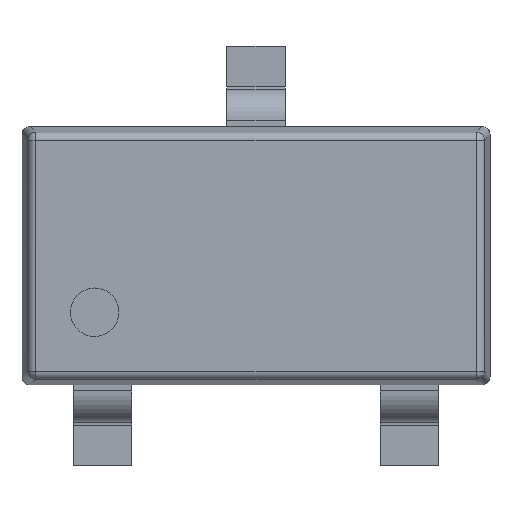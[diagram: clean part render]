
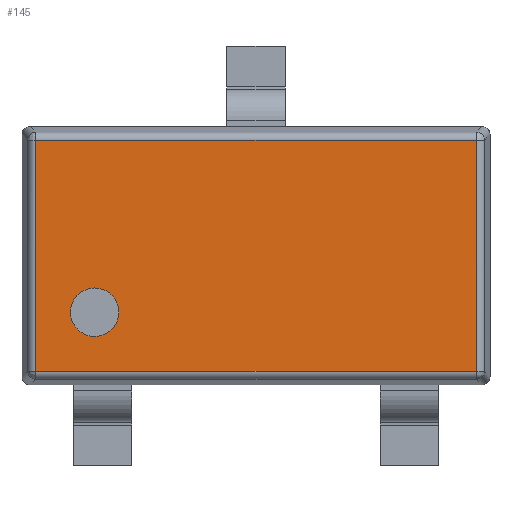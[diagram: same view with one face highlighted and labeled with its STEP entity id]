
A CAD part, top view. The second image highlights one B-rep face of the part: STEP entity #145.
In plain terms, the highlighted planar face has unit normal (0, 0, 1).
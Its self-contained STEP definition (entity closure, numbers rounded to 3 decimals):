
#19=B_SPLINE_CURVE_WITH_KNOTS('',1,(#2327,#2328),.UNSPECIFIED.,.F.,.F.,(2,
2),(0.042,1.474),.UNSPECIFIED.);
#20=B_SPLINE_CURVE_WITH_KNOTS('',1,(#2329,#2330),.UNSPECIFIED.,.F.,.F.,(2,
2),(5.639,8.372),.UNSPECIFIED.);
#21=B_SPLINE_CURVE_WITH_KNOTS('',1,(#2331,#2332),.UNSPECIFIED.,.F.,.F.,(2,
2),(4.207,5.639),.UNSPECIFIED.);
#22=B_SPLINE_CURVE_WITH_KNOTS('',1,(#2333,#2334),.UNSPECIFIED.,.F.,.F.,(2,
2),(1.474,4.207),.UNSPECIFIED.);
#145=ADVANCED_FACE('',(#233),#1241,.T.);
#233=FACE_OUTER_BOUND('',#321,.T.);
#321=EDGE_LOOP('',(#586,#587,#588,#589));
#586=ORIENTED_EDGE('',*,*,#867,.F.);
#587=ORIENTED_EDGE('',*,*,#868,.F.);
#588=ORIENTED_EDGE('',*,*,#869,.F.);
#589=ORIENTED_EDGE('',*,*,#866,.F.);
#866=EDGE_CURVE('',#1194,#1197,#19,.T.);
#867=EDGE_CURVE('',#1195,#1194,#20,.T.);
#868=EDGE_CURVE('',#1196,#1195,#21,.T.);
#869=EDGE_CURVE('',#1197,#1196,#22,.T.);
#1194=VERTEX_POINT('',#2283);
#1195=VERTEX_POINT('',#2284);
#1196=VERTEX_POINT('',#2285);
#1197=VERTEX_POINT('',#2286);
#1241=PLANE('',#1349);
#1349=AXIS2_PLACEMENT_3D('',#2074,#1375,$);
#1375=DIRECTION('',(0.,0.,1.));
#2074=CARTESIAN_POINT('',(-1.394,0.731,1.135));
#2283=CARTESIAN_POINT('',(1.366,0.716,1.135));
#2284=CARTESIAN_POINT('',(-1.366,0.716,1.135));
#2285=CARTESIAN_POINT('',(-1.366,-0.716,1.135));
#2286=CARTESIAN_POINT('',(1.366,-0.716,1.135));
#2327=CARTESIAN_POINT('',(1.366,0.716,1.135));
#2328=CARTESIAN_POINT('',(1.366,-0.716,1.135));
#2329=CARTESIAN_POINT('',(-1.366,0.716,1.135));
#2330=CARTESIAN_POINT('',(1.366,0.716,1.135));
#2331=CARTESIAN_POINT('',(-1.366,-0.716,1.135));
#2332=CARTESIAN_POINT('',(-1.366,0.716,1.135));
#2333=CARTESIAN_POINT('',(1.366,-0.716,1.135));
#2334=CARTESIAN_POINT('',(-1.366,-0.716,1.135));
